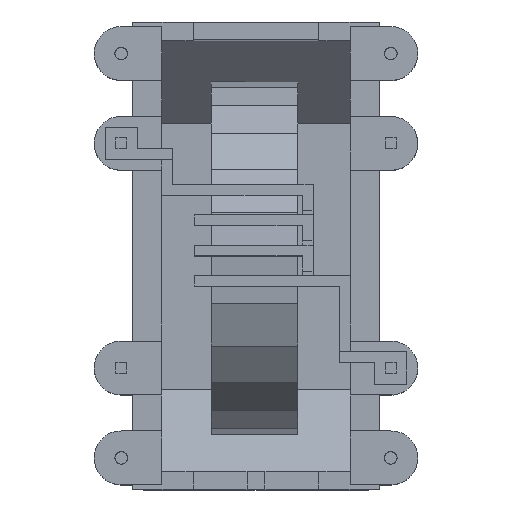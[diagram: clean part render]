
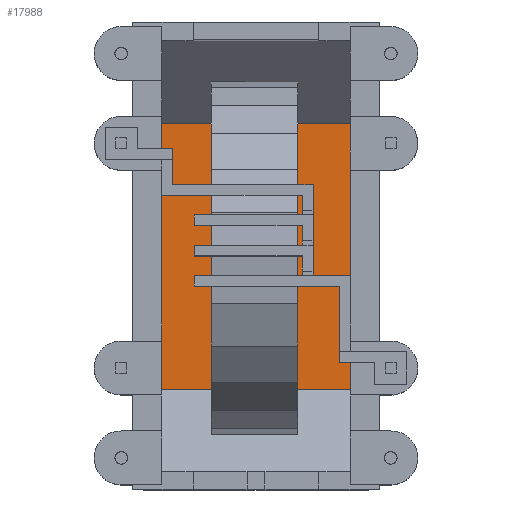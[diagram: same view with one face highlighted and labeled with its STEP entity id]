
A CAD part, top view. The second image highlights one B-rep face of the part: STEP entity #17988.
In plain terms, the highlighted planar face has unit normal (0, 0, 1).
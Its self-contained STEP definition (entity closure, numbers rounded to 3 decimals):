
#6923 = PLANE('',#6924);
#6924 = AXIS2_PLACEMENT_3D('',#6925,#6926,#6927);
#6925 = CARTESIAN_POINT('',(1.,2.65,28.));
#6926 = DIRECTION('',(1.,0.,0.));
#6927 = DIRECTION('',(0.,1.,0.));
#15458 = PLANE('',#15459);
#15459 = AXIS2_PLACEMENT_3D('',#15460,#15461,#15462);
#15460 = CARTESIAN_POINT('',(11.5,12.15,28.));
#15461 = DIRECTION('',(-1.,0.,0.));
#15462 = DIRECTION('',(0.,-1.,0.));
#17901 = PLANE('',#17902);
#17902 = AXIS2_PLACEMENT_3D('',#17903,#17904,#17905);
#17903 = CARTESIAN_POINT('',(11.5,19.4,5.6));
#17904 = DIRECTION('',(0.,-0.707,
    0.707));
#17905 = DIRECTION('',(0.,-0.707,-0.707));
#17918 = VERTEX_POINT('',#17919);
#17919 = CARTESIAN_POINT('',(1.,14.8,1.));
#17940 = EDGE_CURVE('',#17941,#17918,#17943,.T.);
#17941 = VERTEX_POINT('',#17942);
#17942 = CARTESIAN_POINT('',(11.5,14.8,1.));
#17943 = SURFACE_CURVE('',#17944,(#17948,#17955),.PCURVE_S1.);
#17944 = LINE('',#17945,#17946);
#17945 = CARTESIAN_POINT('',(11.5,14.8,1.));
#17946 = VECTOR('',#17947,1.);
#17947 = DIRECTION('',(-1.,0.,0.));
#17948 = PCURVE('',#17901,#17949);
#17949 = DEFINITIONAL_REPRESENTATION('',(#17950),#17954);
#17950 = LINE('',#17951,#17952);
#17951 = CARTESIAN_POINT('',(6.505,0.));
#17952 = VECTOR('',#17953,1.);
#17953 = DIRECTION('',(0.,-1.));
#17954 = ( GEOMETRIC_REPRESENTATION_CONTEXT(2) 
PARAMETRIC_REPRESENTATION_CONTEXT() REPRESENTATION_CONTEXT('2D SPACE',''
  ) );
#17955 = PCURVE('',#17956,#17961);
#17956 = PLANE('',#17957);
#17957 = AXIS2_PLACEMENT_3D('',#17958,#17959,#17960);
#17958 = CARTESIAN_POINT('',(1.,14.8,1.));
#17959 = DIRECTION('',(0.,0.,1.));
#17960 = DIRECTION('',(0.,1.,0.));
#17961 = DEFINITIONAL_REPRESENTATION('',(#17962),#17966);
#17962 = LINE('',#17963,#17964);
#17963 = CARTESIAN_POINT('',(0.,-10.5));
#17964 = VECTOR('',#17965,1.);
#17965 = DIRECTION('',(0.,1.));
#17966 = ( GEOMETRIC_REPRESENTATION_CONTEXT(2) 
PARAMETRIC_REPRESENTATION_CONTEXT() REPRESENTATION_CONTEXT('2D SPACE',''
  ) );
#17988 = ADVANCED_FACE('',(#17989),#17956,.T.);
#17989 = FACE_BOUND('',#17990,.T.);
#17990 = EDGE_LOOP('',(#17991,#18014,#18042,#18063));
#17991 = ORIENTED_EDGE('',*,*,#17992,.F.);
#17992 = EDGE_CURVE('',#17993,#17918,#17995,.T.);
#17993 = VERTEX_POINT('',#17994);
#17994 = CARTESIAN_POINT('',(1.,0.,1.));
#17995 = SURFACE_CURVE('',#17996,(#18000,#18007),.PCURVE_S1.);
#17996 = LINE('',#17997,#17998);
#17997 = CARTESIAN_POINT('',(1.,0.,1.));
#17998 = VECTOR('',#17999,1.);
#17999 = DIRECTION('',(0.,1.,0.));
#18000 = PCURVE('',#17956,#18001);
#18001 = DEFINITIONAL_REPRESENTATION('',(#18002),#18006);
#18002 = LINE('',#18003,#18004);
#18003 = CARTESIAN_POINT('',(-14.8,0.));
#18004 = VECTOR('',#18005,1.);
#18005 = DIRECTION('',(1.,0.));
#18006 = ( GEOMETRIC_REPRESENTATION_CONTEXT(2) 
PARAMETRIC_REPRESENTATION_CONTEXT() REPRESENTATION_CONTEXT('2D SPACE',''
  ) );
#18007 = PCURVE('',#6923,#18008);
#18008 = DEFINITIONAL_REPRESENTATION('',(#18009),#18013);
#18009 = LINE('',#18010,#18011);
#18010 = CARTESIAN_POINT('',(-2.65,-27.));
#18011 = VECTOR('',#18012,1.);
#18012 = DIRECTION('',(1.,0.));
#18013 = ( GEOMETRIC_REPRESENTATION_CONTEXT(2) 
PARAMETRIC_REPRESENTATION_CONTEXT() REPRESENTATION_CONTEXT('2D SPACE',''
  ) );
#18014 = ORIENTED_EDGE('',*,*,#18015,.F.);
#18015 = EDGE_CURVE('',#18016,#17993,#18018,.T.);
#18016 = VERTEX_POINT('',#18017);
#18017 = CARTESIAN_POINT('',(11.5,0.,1.));
#18018 = SURFACE_CURVE('',#18019,(#18023,#18030),.PCURVE_S1.);
#18019 = LINE('',#18020,#18021);
#18020 = CARTESIAN_POINT('',(11.5,0.,1.));
#18021 = VECTOR('',#18022,1.);
#18022 = DIRECTION('',(-1.,0.,0.));
#18023 = PCURVE('',#17956,#18024);
#18024 = DEFINITIONAL_REPRESENTATION('',(#18025),#18029);
#18025 = LINE('',#18026,#18027);
#18026 = CARTESIAN_POINT('',(-14.8,-10.5));
#18027 = VECTOR('',#18028,1.);
#18028 = DIRECTION('',(0.,1.));
#18029 = ( GEOMETRIC_REPRESENTATION_CONTEXT(2) 
PARAMETRIC_REPRESENTATION_CONTEXT() REPRESENTATION_CONTEXT('2D SPACE',''
  ) );
#18030 = PCURVE('',#18031,#18036);
#18031 = PLANE('',#18032);
#18032 = AXIS2_PLACEMENT_3D('',#18033,#18034,#18035);
#18033 = CARTESIAN_POINT('',(1.,-4.6,5.6));
#18034 = DIRECTION('',(0.,0.707,0.707
    ));
#18035 = DIRECTION('',(0.,-0.707,0.707));
#18036 = DEFINITIONAL_REPRESENTATION('',(#18037),#18041);
#18037 = LINE('',#18038,#18039);
#18038 = CARTESIAN_POINT('',(-6.505,10.5));
#18039 = VECTOR('',#18040,1.);
#18040 = DIRECTION('',(0.,-1.));
#18041 = ( GEOMETRIC_REPRESENTATION_CONTEXT(2) 
PARAMETRIC_REPRESENTATION_CONTEXT() REPRESENTATION_CONTEXT('2D SPACE',''
  ) );
#18042 = ORIENTED_EDGE('',*,*,#18043,.T.);
#18043 = EDGE_CURVE('',#18016,#17941,#18044,.T.);
#18044 = SURFACE_CURVE('',#18045,(#18049,#18056),.PCURVE_S1.);
#18045 = LINE('',#18046,#18047);
#18046 = CARTESIAN_POINT('',(11.5,0.,1.));
#18047 = VECTOR('',#18048,1.);
#18048 = DIRECTION('',(0.,1.,0.));
#18049 = PCURVE('',#17956,#18050);
#18050 = DEFINITIONAL_REPRESENTATION('',(#18051),#18055);
#18051 = LINE('',#18052,#18053);
#18052 = CARTESIAN_POINT('',(-14.8,-10.5));
#18053 = VECTOR('',#18054,1.);
#18054 = DIRECTION('',(1.,0.));
#18055 = ( GEOMETRIC_REPRESENTATION_CONTEXT(2) 
PARAMETRIC_REPRESENTATION_CONTEXT() REPRESENTATION_CONTEXT('2D SPACE',''
  ) );
#18056 = PCURVE('',#15458,#18057);
#18057 = DEFINITIONAL_REPRESENTATION('',(#18058),#18062);
#18058 = LINE('',#18059,#18060);
#18059 = CARTESIAN_POINT('',(12.15,-27.));
#18060 = VECTOR('',#18061,1.);
#18061 = DIRECTION('',(-1.,0.));
#18062 = ( GEOMETRIC_REPRESENTATION_CONTEXT(2) 
PARAMETRIC_REPRESENTATION_CONTEXT() REPRESENTATION_CONTEXT('2D SPACE',''
  ) );
#18063 = ORIENTED_EDGE('',*,*,#17940,.T.);
